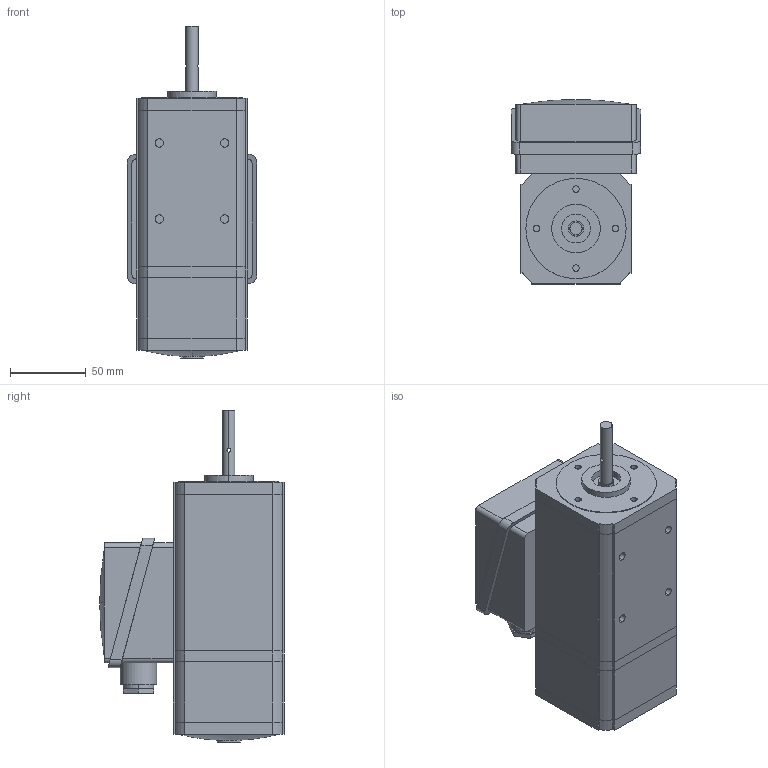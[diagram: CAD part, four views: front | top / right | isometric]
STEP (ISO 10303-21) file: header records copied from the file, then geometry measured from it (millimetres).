
FILE_DESCRIPTION (( 'STEP AP214' ), '1' );
FILE_NAME ('IGK65-40B.STEP', '2023-05-17T08:27:13', ( '' ), ( '' ), 'SwSTEP 2.0', 'SolidWorks 2020', '' );
FILE_SCHEMA (( 'AUTOMOTIVE_DESIGN' ));
Length unit declared in the file: millimetre
Products named in the file (1): IGK65-40B
Bounding box: 85 x 121.5 x 218.5 mm (x, y, z)
Volume: 1189649.5 mm3; surface area: 92699.8 mm2
Topology: 6 solids, 6 shells, 211 faces, 483 edges, 299 vertices
Faces by surface type: plane 125, cylinder 79, sphere 7
Entity records: 6047 total; most frequent: CARTESIAN_POINT 1128, DIRECTION 1036, ORIENTED_EDGE 966, EDGE_CURVE 483, AXIS2_PLACEMENT_3D 363, VECTOR 310, LINE 310, VERTEX_POINT 299
